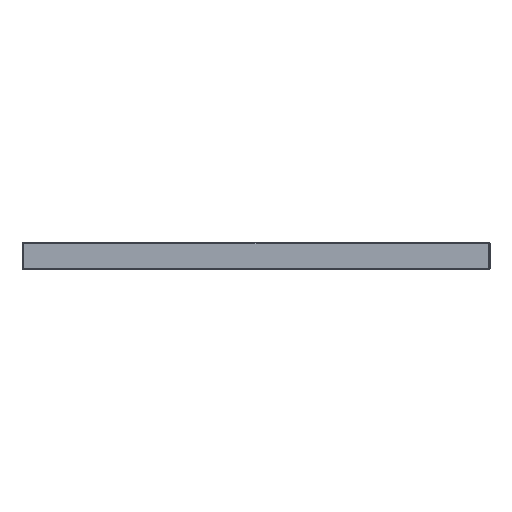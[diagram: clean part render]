
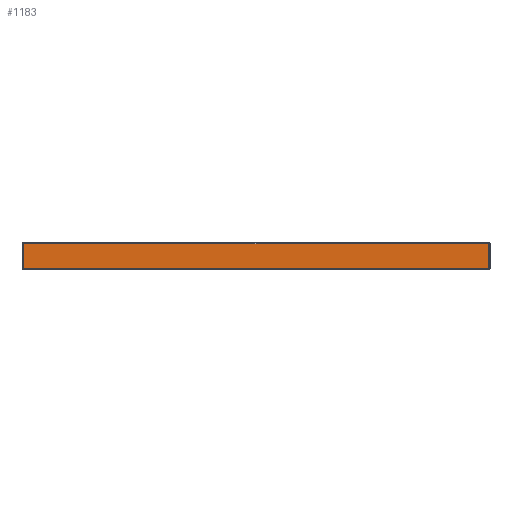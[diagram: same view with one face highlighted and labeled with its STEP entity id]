
A CAD part, left-side view. The second image highlights one B-rep face of the part: STEP entity #1183.
In plain terms, the highlighted planar face has unit normal (-1, 0, 0).
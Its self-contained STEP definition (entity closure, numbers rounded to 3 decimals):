
#527=B_SPLINE_CURVE_WITH_KNOTS('',3,(#11156,#11157,#11158,#11159,#11160,
#11161,#11162,#11163,#11164,#11165,#11166,#11167,#11168,#11169,#11170,#11171),
 .UNSPECIFIED.,.F.,.F.,(4,3,3,3,3,4),(0.,0.018,0.088,
0.369,0.93,1.),.UNSPECIFIED.);
#528=B_SPLINE_CURVE_WITH_KNOTS('',3,(#11173,#11174,#11175,#11176,#11177,
#11178,#11179,#11180,#11181,#11182,#11183,#11184,#11185,#11186,#11187,#11188,
#11189,#11190,#11191,#11192,#11193,#11194),.UNSPECIFIED.,.F.,.F.,(4,3,3,
3,3,3,3,4),(0.,0.009,0.043,0.181,
0.732,0.912,0.982,1.),.UNSPECIFIED.);
#917=PLANE('',#7258);
#1183=ADVANCED_FACE('',(#1696),#917,.F.);
#1696=FACE_OUTER_BOUND('',#2139,.T.);
#2139=EDGE_LOOP('',(#3696,#3697,#3698,#3699,#3700));
#3696=ORIENTED_EDGE('',*,*,#5827,.F.);
#3697=ORIENTED_EDGE('',*,*,#5829,.T.);
#3698=ORIENTED_EDGE('',*,*,#5813,.T.);
#3699=ORIENTED_EDGE('',*,*,#5830,.T.);
#3700=ORIENTED_EDGE('',*,*,#5831,.T.);
#5006=VERTEX_POINT('',#11120);
#5007=VERTEX_POINT('',#11121);
#5020=VERTEX_POINT('',#11150);
#5021=VERTEX_POINT('',#11152);
#5022=VERTEX_POINT('',#11172);
#5813=EDGE_CURVE('',#5006,#5007,#6488,.T.);
#5827=EDGE_CURVE('',#5020,#5021,#6495,.T.);
#5829=EDGE_CURVE('',#5020,#5006,#6496,.T.);
#5830=EDGE_CURVE('',#5007,#5022,#527,.T.);
#5831=EDGE_CURVE('',#5022,#5021,#528,.T.);
#6488=LINE('',#11119,#6760);
#6495=LINE('',#11151,#6767);
#6496=LINE('',#11155,#6768);
#6760=VECTOR('',#8436,1.);
#6767=VECTOR('',#8463,1.);
#6768=VECTOR('',#8468,1.);
#7258=AXIS2_PLACEMENT_3D('',#11195,#8469,#8470);
#8436=DIRECTION('',(0.,0.,1.));
#8463=DIRECTION('',(0.,0.,1.));
#8468=DIRECTION('',(0.,-1.,0.));
#8469=DIRECTION('',(1.,0.,0.));
#8470=DIRECTION('',(0.,0.,-1.));
#11119=CARTESIAN_POINT('',(-700.,-348.5,39.));
#11120=CARTESIAN_POINT('',(-700.,-348.5,1.));
#11121=CARTESIAN_POINT('',(-700.,-348.5,38.477));
#11150=CARTESIAN_POINT('',(-700.,348.5,1.));
#11151=CARTESIAN_POINT('',(-700.,348.5,39.));
#11152=CARTESIAN_POINT('',(-700.,348.5,38.477));
#11155=CARTESIAN_POINT('',(-700.,-348.5,1.));
#11156=CARTESIAN_POINT('',(-700.,-348.5,38.477));
#11157=CARTESIAN_POINT('',(-700.,-346.461,38.453));
#11158=CARTESIAN_POINT('',(-700.,-344.421,38.462));
#11159=CARTESIAN_POINT('',(-700.,-342.382,38.462));
#11160=CARTESIAN_POINT('',(-700.,-334.225,38.462));
#11161=CARTESIAN_POINT('',(-700.,-326.068,38.462));
#11162=CARTESIAN_POINT('',(-700.,-317.912,38.462));
#11163=CARTESIAN_POINT('',(-700.,-285.284,38.462));
#11164=CARTESIAN_POINT('',(-700.,-252.657,38.462));
#11165=CARTESIAN_POINT('',(-700.,-220.03,38.462));
#11166=CARTESIAN_POINT('',(-700.,-154.775,38.462));
#11167=CARTESIAN_POINT('',(-700.,-89.521,38.462));
#11168=CARTESIAN_POINT('',(-700.,-24.266,38.462));
#11169=CARTESIAN_POINT('',(-700.,-16.177,38.462));
#11170=CARTESIAN_POINT('',(-700.,-8.089,38.462));
#11171=CARTESIAN_POINT('',(-700.,0.,38.462));
#11172=CARTESIAN_POINT('',(-700.,0.,38.462));
#11173=CARTESIAN_POINT('',(-700.,0.,38.462));
#11174=CARTESIAN_POINT('',(-700.,1.,38.462));
#11175=CARTESIAN_POINT('',(-700.,2.,38.462));
#11176=CARTESIAN_POINT('',(-700.,3.,38.462));
#11177=CARTESIAN_POINT('',(-700.,7.,38.462));
#11178=CARTESIAN_POINT('',(-700.,11.,38.462));
#11179=CARTESIAN_POINT('',(-700.,15.,38.462));
#11180=CARTESIAN_POINT('',(-700.,31.,38.462));
#11181=CARTESIAN_POINT('',(-700.,47.,38.462));
#11182=CARTESIAN_POINT('',(-700.,63.,38.462));
#11183=CARTESIAN_POINT('',(-700.,127.,38.462));
#11184=CARTESIAN_POINT('',(-700.,191.,38.462));
#11185=CARTESIAN_POINT('',(-700.,255.,38.462));
#11186=CARTESIAN_POINT('',(-700.,275.971,38.462));
#11187=CARTESIAN_POINT('',(-700.,296.941,38.462));
#11188=CARTESIAN_POINT('',(-700.,317.912,38.462));
#11189=CARTESIAN_POINT('',(-700.,326.068,38.462));
#11190=CARTESIAN_POINT('',(-700.,334.225,38.462));
#11191=CARTESIAN_POINT('',(-700.,342.382,38.462));
#11192=CARTESIAN_POINT('',(-700.,344.421,38.462));
#11193=CARTESIAN_POINT('',(-700.,346.461,38.453));
#11194=CARTESIAN_POINT('',(-700.,348.5,38.477));
#11195=CARTESIAN_POINT('',(-700.,-348.5,39.));
